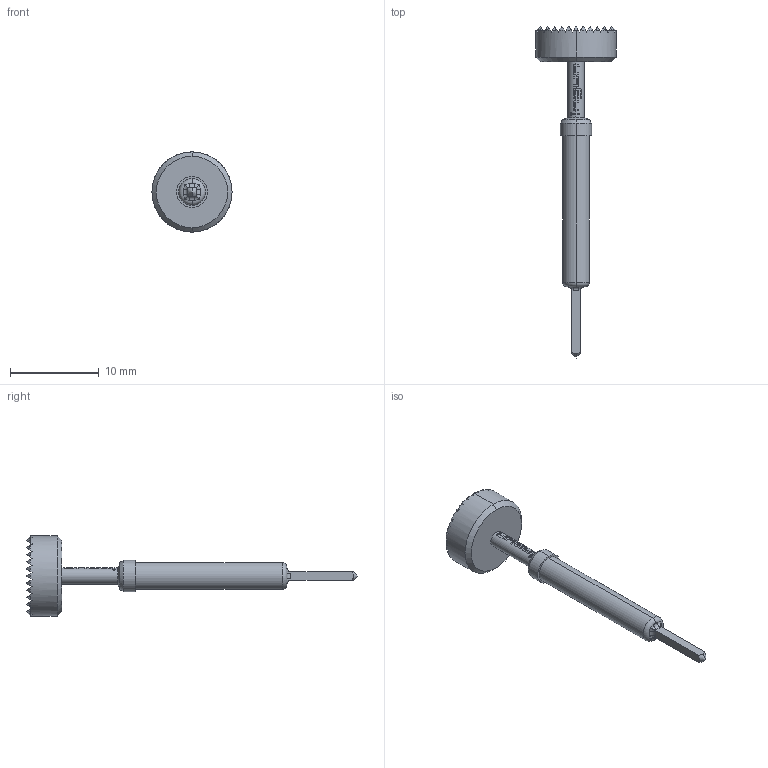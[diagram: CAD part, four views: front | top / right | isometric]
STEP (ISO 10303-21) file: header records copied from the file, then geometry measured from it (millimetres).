
FILE_DESCRIPTION (( 'STEP AP203' ), '1' );
FILE_NAME ('INGUN_GKS-103_206_900_A_xx02_W.STEP', '2021-12-14T13:59:33', ( 'ochi' ), ( '' ), 'SwSTEP 2.0', 'SolidWorks 2018', '' );
FILE_SCHEMA (( 'CONFIG_CONTROL_DESIGN' ));
Length unit declared in the file: millimetre
Products named in the file (1): INGUN_GKS-103_206_900_A_xx02_W
Bounding box: 9 x 37.3 x 9 mm (x, y, z)
Volume: 382.8 mm3; surface area: 533.5 mm2
Topology: 1 solids, 1 shells, 546 faces, 1085 edges, 542 vertices
Faces by surface type: plane 421, bspline 51, cone 41, cylinder 31, torus 2
Entity records: 14755 total; most frequent: CARTESIAN_POINT 4788, ORIENTED_EDGE 2166, DIRECTION 1739, EDGE_CURVE 1083, LINE 603, VECTOR 603, AXIS2_PLACEMENT_3D 568, EDGE_LOOP 549
